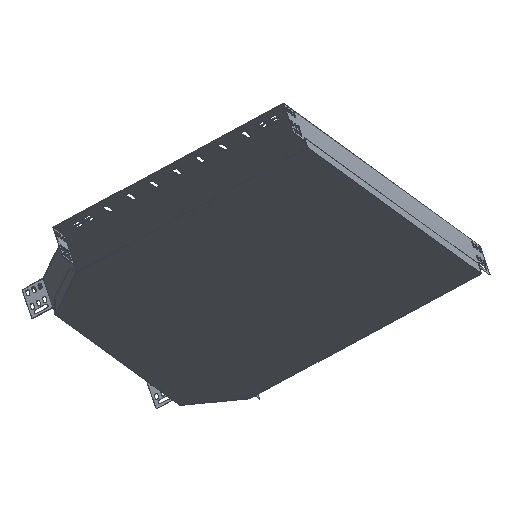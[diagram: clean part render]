
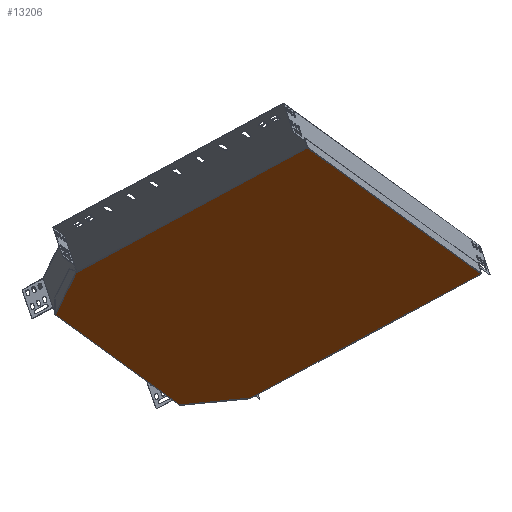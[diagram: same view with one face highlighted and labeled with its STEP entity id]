
A CAD part, front view. The second image highlights one B-rep face of the part: STEP entity #13206.
In plain terms, the highlighted planar face has unit normal (0.283, -0.485, -0.827).
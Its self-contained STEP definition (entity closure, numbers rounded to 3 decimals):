
#618 = EDGE_CURVE ( 'NONE', #13534, #5948, #6278, .T. ) ;
#644 = EDGE_CURVE ( 'NONE', #13534, #9544, #6146, .T. ) ;
#685 = EDGE_CURVE ( 'NONE', #9544, #5644, #6092, .T. ) ;
#702 = EDGE_CURVE ( 'NONE', #12268, #1047, #6064, .T. ) ;
#729 = EDGE_CURVE ( 'NONE', #8987, #8345, #5951, .T. ) ;
#730 = DIRECTION ( 'NONE',  ( 0.845, -0.283, 0.455 ) ) ;
#751 = EDGE_CURVE ( 'NONE', #11677, #8987, #5885, .T. ) ;
#815 = EDGE_CURVE ( 'NONE', #11677, #6651, #5733, .T. ) ;
#930 = EDGE_CURVE ( 'NONE', #5948, #6651, #5380, .T. ) ;
#1047 = VERTEX_POINT ( 'NONE', #1069 ) ;
#1069 = CARTESIAN_POINT ( 'NONE',  ( 460.294, 321.503, -24.831 ) ) ;
#1121 = EDGE_CURVE ( 'NONE', #12268, #5644, #4840, .T. ) ;
#1184 = DIRECTION ( 'NONE',  ( 0.919, 0.385, 0.088 ) ) ;
#1282 = EDGE_CURVE ( 'NONE', #8345, #1047, #4462, .T. ) ;
#2079 = EDGE_LOOP ( 'NONE', ( #13157, #13235, #13423, #13437, #13680, #13740, #13778, #13969, #14043, #14259 ) ) ;
#2196 = CARTESIAN_POINT ( 'NONE',  ( -321.525, -5.573, -100.224 ) ) ;
#2642 = CARTESIAN_POINT ( 'NONE',  ( -281.996, -116.353, -21.702 ) ) ;
#3411 = CARTESIAN_POINT ( 'NONE',  ( -320.973, -5.342, -100.171 ) ) ;
#3896 = CARTESIAN_POINT ( 'NONE',  ( -94.664, 409.609, -266.286 ) ) ;
#4382 = VECTOR ( 'NONE', #730, 1000. ) ;
#4462 = LINE ( 'NONE', #9549, #4382 ) ;
#4823 = VECTOR ( 'NONE', #13316, 1000. ) ;
#4840 = LINE ( 'NONE', #7937, #4823 ) ;
#4992 = DIRECTION ( 'NONE',  ( 0.276, -0.785, 0.555 ) ) ;
#5045 = DIRECTION ( 'NONE',  ( 0.919, 0.385, 0.088 ) ) ;
#5137 = CARTESIAN_POINT ( 'NONE',  ( -93.404, 409.416, -265.742 ) ) ;
#5363 = VECTOR ( 'NONE', #10605, 1000. ) ;
#5380 = LINE ( 'NONE', #8602, #5363 ) ;
#5644 = VERTEX_POINT ( 'NONE', #2642 ) ;
#5682 = CARTESIAN_POINT ( 'NONE',  ( -283.283, -116.892, -21.826 ) ) ;
#5701 = VECTOR ( 'NONE', #11483, 1000. ) ;
#5733 = LINE ( 'NONE', #5137, #5701 ) ;
#5877 = VECTOR ( 'NONE', #5045, 1000. ) ;
#5885 = LINE ( 'NONE', #3896, #5877 ) ;
#5941 = VECTOR ( 'NONE', #4992, 1000. ) ;
#5948 = VERTEX_POINT ( 'NONE', #3411 ) ;
#5951 = LINE ( 'NONE', #11340, #5941 ) ;
#6007 = VECTOR ( 'NONE', #9017, 1000. ) ;
#6057 = VECTOR ( 'NONE', #1184, 1000. ) ;
#6064 = LINE ( 'NONE', #7990, #6007 ) ;
#6092 = LINE ( 'NONE', #10013, #6057 ) ;
#6126 = VECTOR ( 'NONE', #10952, 1000. ) ;
#6146 = LINE ( 'NONE', #12064, #6126 ) ;
#6256 = VECTOR ( 'NONE', #9879, 1000. ) ;
#6278 = LINE ( 'NONE', #2196, #6256 ) ;
#6651 = VERTEX_POINT ( 'NONE', #13378 ) ;
#7611 = DIRECTION ( 'NONE',  ( -0.455, -0.827, 0.33 ) ) ;
#7663 = CARTESIAN_POINT ( 'NONE',  ( 141.611, -258.234, 206.397 ) ) ;
#7937 = CARTESIAN_POINT ( 'NONE',  ( 140.935, -258.008, 206.033 ) ) ;
#7990 = CARTESIAN_POINT ( 'NONE',  ( 141.097, -259.17, 206.77 ) ) ;
#8345 = VERTEX_POINT ( 'NONE', #9748 ) ;
#8602 = CARTESIAN_POINT ( 'NONE',  ( -320.973, -5.342, -100.171 ) ) ;
#8987 = VERTEX_POINT ( 'NONE', #13960 ) ;
#9017 = DIRECTION ( 'NONE',  ( 0.455, 0.827, -0.33 ) ) ;
#9138 = FACE_OUTER_BOUND ( 'NONE', #2079, .T. ) ;
#9503 = CARTESIAN_POINT ( 'NONE',  ( -93.624, 410.044, -266.186 ) ) ;
#9544 = VERTEX_POINT ( 'NONE', #5682 ) ;
#9549 = CARTESIAN_POINT ( 'NONE',  ( 36.687, 463.384, -252.93 ) ) ;
#9748 = CARTESIAN_POINT ( 'NONE',  ( 36.687, 463.384, -252.93 ) ) ;
#9879 = DIRECTION ( 'NONE',  ( 0.919, 0.385, 0.088 ) ) ;
#10013 = CARTESIAN_POINT ( 'NONE',  ( -282.548, -116.584, -21.755 ) ) ;
#10605 = DIRECTION ( 'NONE',  ( 0.455, 0.827, -0.33 ) ) ;
#10665 = CARTESIAN_POINT ( 'NONE',  ( -418.572, 272.629, -296.658 ) ) ;
#10952 = DIRECTION ( 'NONE',  ( 0.276, -0.785, 0.555 ) ) ;
#11340 = CARTESIAN_POINT ( 'NONE',  ( 36.522, 463.855, -253.263 ) ) ;
#11439 = AXIS2_PLACEMENT_3D ( 'NONE', #10665, #14067, #7611 ) ;
#11483 = DIRECTION ( 'NONE',  ( 0.276, -0.785, 0.555 ) ) ;
#11677 = VERTEX_POINT ( 'NONE', #9503 ) ;
#12064 = CARTESIAN_POINT ( 'NONE',  ( -322.571, -4.993, -100.922 ) ) ;
#12268 = VERTEX_POINT ( 'NONE', #7663 ) ;
#12937 = PLANE ( 'NONE',  #11439 ) ;
#13157 = ORIENTED_EDGE ( 'NONE', *, *, #930, .T. ) ;
#13178 = CARTESIAN_POINT ( 'NONE',  ( -322.26, -5.881, -100.295 ) ) ;
#13206 = ADVANCED_FACE ( 'NONE', ( #9138 ), #12937, .F. ) ;
#13235 = ORIENTED_EDGE ( 'NONE', *, *, #815, .F. ) ;
#13316 = DIRECTION ( 'NONE',  ( -0.845, 0.283, -0.455 ) ) ;
#13378 = CARTESIAN_POINT ( 'NONE',  ( -93.238, 408.945, -265.409 ) ) ;
#13423 = ORIENTED_EDGE ( 'NONE', *, *, #751, .T. ) ;
#13437 = ORIENTED_EDGE ( 'NONE', *, *, #729, .T. ) ;
#13534 = VERTEX_POINT ( 'NONE', #13178 ) ;
#13680 = ORIENTED_EDGE ( 'NONE', *, *, #1282, .T. ) ;
#13740 = ORIENTED_EDGE ( 'NONE', *, *, #702, .F. ) ;
#13778 = ORIENTED_EDGE ( 'NONE', *, *, #1121, .T. ) ;
#13960 = CARTESIAN_POINT ( 'NONE',  ( 36.301, 464.483, -253.707 ) ) ;
#13969 = ORIENTED_EDGE ( 'NONE', *, *, #685, .F. ) ;
#14043 = ORIENTED_EDGE ( 'NONE', *, *, #644, .F. ) ;
#14067 = DIRECTION ( 'NONE',  ( -0.283, 0.485, 0.827 ) ) ;
#14259 = ORIENTED_EDGE ( 'NONE', *, *, #618, .T. ) ;
